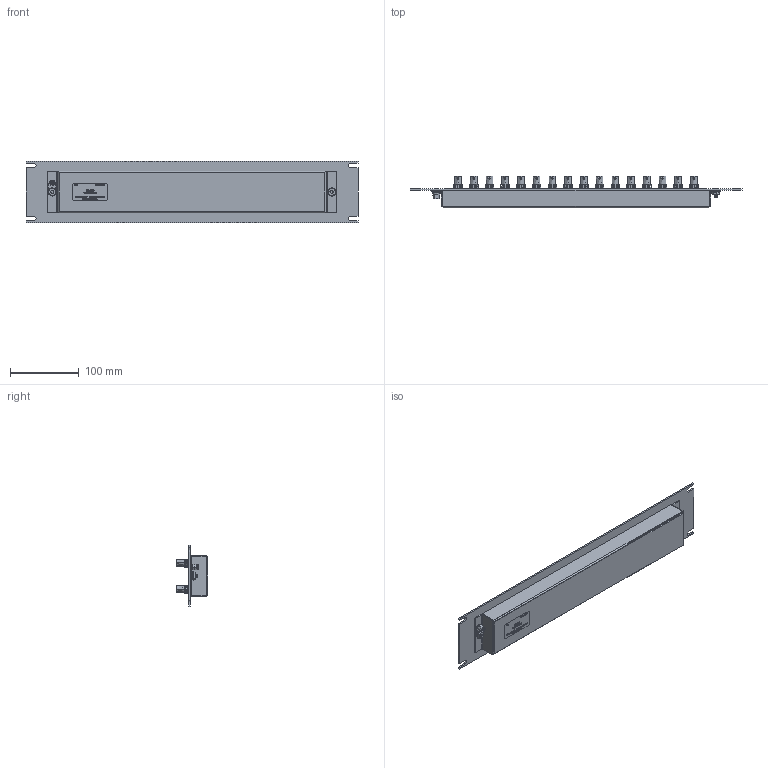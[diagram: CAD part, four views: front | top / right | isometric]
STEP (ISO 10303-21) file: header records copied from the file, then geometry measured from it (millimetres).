
FILE_DESCRIPTION (( 'STEP AP214' ), '1' );
FILE_NAME ('1101-704-E.STEP', '2019-01-24T20:38:16', ( '' ), ( '' ), 'SwSTEP 2.0', 'SolidWorks 2018', '' );
FILE_SCHEMA (( 'AUTOMOTIVE_DESIGN' ));
Length unit declared in the file: inch
Products named in the file (64): 2102-023; 2500-243; 2001-174; BSOS-032-22; slotted set screw cone point_ai; 2100-059; 2003-1999; PEM FHS-032-8; 2500-244; 2001-173; slotted set screw cone point_ai_SSCONESLT 0.19-32x0.19-S; 2250-729; 2003-1998; 1101-704-E
Assembly tree (56 placements, depth 3):
  2500-243
  2500-243
  2500-243
  2500-243
  slotted set screw cone point_ai
Bounding box: 482.6 x 46.02 x 88.9 mm (x, y, z)
Volume: 308402.6 mm3; surface area: 286629.3 mm2
Topology: 48 solids, 48 shells, 9569 faces, 26346 edges, 17684 vertices
Faces by surface type: plane 3341, cylinder 3161, bspline 2322, cone 562, torus 173, sphere 10
Entity records: 175418 total; most frequent: CARTESIAN_POINT 84658, ORIENTED_EDGE 15192, DIRECTION 9581, EDGE_CURVE 7596, VERTEX_POINT 5032, VECTOR 4375, LINE 4375, EDGE_LOOP 3142
